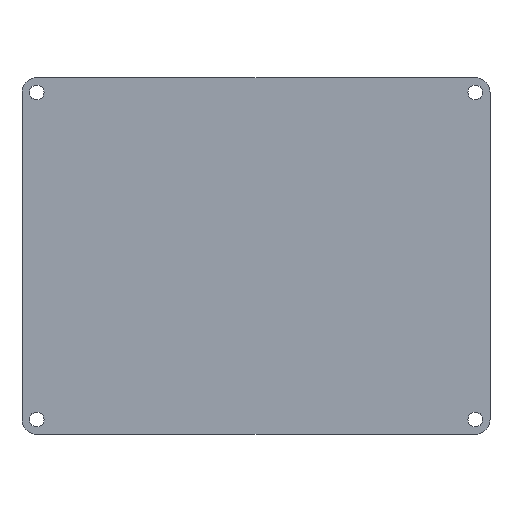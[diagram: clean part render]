
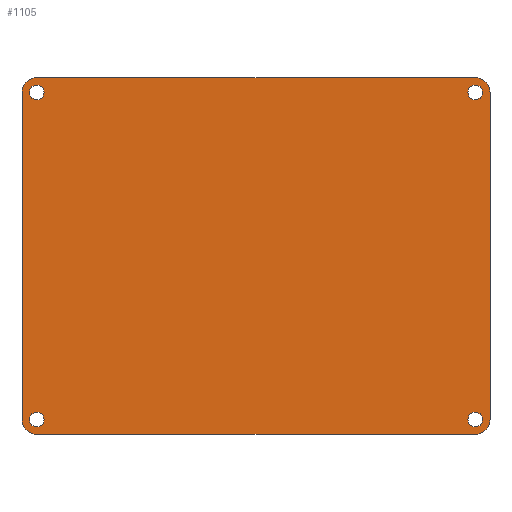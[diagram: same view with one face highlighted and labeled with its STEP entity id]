
A CAD part, front view. The second image highlights one B-rep face of the part: STEP entity #1105.
In plain terms, the highlighted planar face has unit normal (0, -1, 0).
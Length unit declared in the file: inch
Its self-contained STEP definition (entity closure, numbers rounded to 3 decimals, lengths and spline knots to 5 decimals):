
#21 = AXIS2_PLACEMENT_3D ( 'NONE', #585, #587, #588 ) ;
#22 = EDGE_CURVE ( 'NONE', #982, #953, #1455, .T. ) ;
#25 = AXIS2_PLACEMENT_3D ( 'NONE', #569, #570, #571 ) ;
#29 = EDGE_CURVE ( 'NONE', #1018, #982, #1450, .T. ) ;
#31 = EDGE_CURVE ( 'NONE', #1028, #1018, #1451, .T. ) ;
#32 = EDGE_CURVE ( 'NONE', #1003, #1002, #1447, .T. ) ;
#38 = EDGE_CURVE ( 'NONE', #972, #955, #1445, .T. ) ;
#41 = AXIS2_PLACEMENT_3D ( 'NONE', #531, #539, #540 ) ;
#43 = AXIS2_PLACEMENT_3D ( 'NONE', #497, #527, #528 ) ;
#44 = AXIS2_PLACEMENT_3D ( 'NONE', #537, #552, #553 ) ;
#55 = AXIS2_PLACEMENT_3D ( 'NONE', #445, #458, #459 ) ;
#66 = AXIS2_PLACEMENT_3D ( 'NONE', #929, #940, #939 ) ;
#68 = AXIS2_PLACEMENT_3D ( 'NONE', #938, #925, #923 ) ;
#69 = AXIS2_PLACEMENT_3D ( 'NONE', #467, #455, #456 ) ;
#70 = AXIS2_PLACEMENT_3D ( 'NONE', #1054, #934, #933 ) ;
#75 = EDGE_CURVE ( 'NONE', #953, #1014, #1438, .T. ) ;
#78 = AXIS2_PLACEMENT_3D ( 'NONE', #389, #384, #385 ) ;
#79 = EDGE_CURVE ( 'NONE', #963, #995, #1437, .T. ) ;
#98 = EDGE_CURVE ( 'NONE', #1002, #1003, #1429, .T. ) ;
#103 = EDGE_CURVE ( 'NONE', #950, #957, #1425, .T. ) ;
#106 = EDGE_CURVE ( 'NONE', #1005, #983, #1419, .T. ) ;
#121 = EDGE_CURVE ( 'NONE', #995, #963, #1409, .T. ) ;
#143 = EDGE_CURVE ( 'NONE', #983, #1005, #1393, .T. ) ;
#184 = EDGE_CURVE ( 'NONE', #1040, #1028, #1349, .T. ) ;
#201 = AXIS2_PLACEMENT_3D ( 'NONE', #661, #685, #684 ) ;
#203 = EDGE_CURVE ( 'NONE', #1014, #972, #1350, .T. ) ;
#208 = EDGE_CURVE ( 'NONE', #955, #1040, #1351, .T. ) ;
#210 = EDGE_CURVE ( 'NONE', #957, #950, #1338, .T. ) ;
#214 = AXIS2_PLACEMENT_3D ( 'NONE', #651, #654, #657 ) ;
#384 = DIRECTION ( 'NONE',  ( 0., -1., 0. ) ) ;
#385 = DIRECTION ( 'NONE',  ( 0., 0., -1. ) ) ;
#389 = CARTESIAN_POINT ( 'NONE',  ( -3.87386, 0., -0.26 ) ) ;
#395 = PLANE ( 'NONE',  #78 ) ;
#445 = CARTESIAN_POINT ( 'NONE',  ( -3.87386, 0., -0.26 ) ) ;
#455 = DIRECTION ( 'NONE',  ( 0., 1., 0. ) ) ;
#456 = DIRECTION ( 'NONE',  ( 0., 0., -1. ) ) ;
#458 = DIRECTION ( 'NONE',  ( 0., 1., 0. ) ) ;
#459 = DIRECTION ( 'NONE',  ( 0., 0., 1. ) ) ;
#467 = CARTESIAN_POINT ( 'NONE',  ( -3.87386, 0., -0.26 ) ) ;
#470 = CARTESIAN_POINT ( 'NONE',  ( 4.13386, 0., -6.03921 ) ) ;
#483 = CARTESIAN_POINT ( 'NONE',  ( 3.87386, 0., -6.29921 ) ) ;
#497 = CARTESIAN_POINT ( 'NONE',  ( -3.87386, 0., -6.03921 ) ) ;
#527 = DIRECTION ( 'NONE',  ( 0., 1., 0. ) ) ;
#528 = DIRECTION ( 'NONE',  ( 0., 0., 1. ) ) ;
#531 = CARTESIAN_POINT ( 'NONE',  ( 3.87386, 0., -6.03921 ) ) ;
#537 = CARTESIAN_POINT ( 'NONE',  ( 3.87386, 0., -0.26 ) ) ;
#539 = DIRECTION ( 'NONE',  ( 0., 1., 0. ) ) ;
#540 = DIRECTION ( 'NONE',  ( 0., 0., 1. ) ) ;
#552 = DIRECTION ( 'NONE',  ( 0., 1., 0. ) ) ;
#553 = DIRECTION ( 'NONE',  ( 0., 0., 1. ) ) ;
#569 = CARTESIAN_POINT ( 'NONE',  ( -3.87386, 0., -0.26 ) ) ;
#570 = DIRECTION ( 'NONE',  ( 0., 1., 0. ) ) ;
#571 = DIRECTION ( 'NONE',  ( 0., 0., 1. ) ) ;
#585 = CARTESIAN_POINT ( 'NONE',  ( 3.87386, 0., -0.26 ) ) ;
#587 = DIRECTION ( 'NONE',  ( 0., 1., 0. ) ) ;
#588 = DIRECTION ( 'NONE',  ( 0., 0., 1. ) ) ;
#650 = CARTESIAN_POINT ( 'NONE',  ( -3.87386, 0., 0. ) ) ;
#651 = CARTESIAN_POINT ( 'NONE',  ( 3.87386, 0., -6.03921 ) ) ;
#654 = DIRECTION ( 'NONE',  ( 0., 1., 0. ) ) ;
#657 = DIRECTION ( 'NONE',  ( 0., 0., -1. ) ) ;
#658 = CARTESIAN_POINT ( 'NONE',  ( 4.13386, 0., -0.26 ) ) ;
#661 = CARTESIAN_POINT ( 'NONE',  ( 3.87386, 0., -6.03921 ) ) ;
#664 = DIRECTION ( 'NONE',  ( 1., 0., 0. ) ) ;
#684 = DIRECTION ( 'NONE',  ( 0., 0., 1. ) ) ;
#685 = DIRECTION ( 'NONE',  ( 0., 1., 0. ) ) ;
#690 = DIRECTION ( 'NONE',  ( 0., 0., -1. ) ) ;
#827 = CARTESIAN_POINT ( 'NONE',  ( 3.87386, 0., -6.16921 ) ) ;
#829 = CARTESIAN_POINT ( 'NONE',  ( -4.13386, 0., -0.26 ) ) ;
#831 = CARTESIAN_POINT ( 'NONE',  ( 4.13386, 0., -0.26 ) ) ;
#832 = CARTESIAN_POINT ( 'NONE',  ( 3.87386, 0., -5.90921 ) ) ;
#838 = CARTESIAN_POINT ( 'NONE',  ( -3.87386, 0., -0.13 ) ) ;
#847 = CARTESIAN_POINT ( 'NONE',  ( 3.87386, 0., 0. ) ) ;
#857 = CARTESIAN_POINT ( 'NONE',  ( -4.13386, 0., -6.03921 ) ) ;
#858 = CARTESIAN_POINT ( 'NONE',  ( 3.87386, 0., -0.13 ) ) ;
#871 = CARTESIAN_POINT ( 'NONE',  ( -3.87386, 0., -0.39 ) ) ;
#875 = CARTESIAN_POINT ( 'NONE',  ( -3.87386, 0., 0. ) ) ;
#876 = CARTESIAN_POINT ( 'NONE',  ( -3.87386, 0., -5.90921 ) ) ;
#879 = CARTESIAN_POINT ( 'NONE',  ( 3.87386, 0., -0.39 ) ) ;
#887 = CARTESIAN_POINT ( 'NONE',  ( -3.87386, 0., -6.16921 ) ) ;
#899 = CARTESIAN_POINT ( 'NONE',  ( -3.87386, 0., -6.29921 ) ) ;
#923 = DIRECTION ( 'NONE',  ( 0., 0., 1. ) ) ;
#925 = DIRECTION ( 'NONE',  ( 0., 1., 0. ) ) ;
#929 = CARTESIAN_POINT ( 'NONE',  ( -3.87386, 0., -6.03921 ) ) ;
#930 = DIRECTION ( 'NONE',  ( -1., 0., 0. ) ) ;
#933 = DIRECTION ( 'NONE',  ( 0., 0., -1. ) ) ;
#934 = DIRECTION ( 'NONE',  ( 0., 1., 0. ) ) ;
#938 = CARTESIAN_POINT ( 'NONE',  ( 3.87386, 0., -0.26 ) ) ;
#939 = DIRECTION ( 'NONE',  ( 0., 0., 1. ) ) ;
#940 = DIRECTION ( 'NONE',  ( 0., 1., 0. ) ) ;
#948 = CARTESIAN_POINT ( 'NONE',  ( -4.13386, 0., -0.26 ) ) ;
#950 = VERTEX_POINT ( 'NONE', #827 ) ;
#953 = VERTEX_POINT ( 'NONE', #829 ) ;
#955 = VERTEX_POINT ( 'NONE', #831 ) ;
#957 = VERTEX_POINT ( 'NONE', #832 ) ;
#963 = VERTEX_POINT ( 'NONE', #838 ) ;
#972 = VERTEX_POINT ( 'NONE', #847 ) ;
#982 = VERTEX_POINT ( 'NONE', #857 ) ;
#983 = VERTEX_POINT ( 'NONE', #858 ) ;
#995 = VERTEX_POINT ( 'NONE', #871 ) ;
#1002 = VERTEX_POINT ( 'NONE', #887 ) ;
#1003 = VERTEX_POINT ( 'NONE', #876 ) ;
#1005 = VERTEX_POINT ( 'NONE', #879 ) ;
#1014 = VERTEX_POINT ( 'NONE', #875 ) ;
#1018 = VERTEX_POINT ( 'NONE', #899 ) ;
#1028 = VERTEX_POINT ( 'NONE', #483 ) ;
#1040 = VERTEX_POINT ( 'NONE', #470 ) ;
#1053 = DIRECTION ( 'NONE',  ( 0., 0., 1. ) ) ;
#1054 = CARTESIAN_POINT ( 'NONE',  ( -3.87386, 0., -6.03921 ) ) ;
#1057 = CARTESIAN_POINT ( 'NONE',  ( -3.87386, 0., -6.29921 ) ) ;
#1105 = ADVANCED_FACE ( 'NONE', ( #1166, #1164, #1162, #1160, #1169 ), #395, .T. ) ;
#1160 = FACE_BOUND ( 'NONE', #1757, .T. ) ;
#1162 = FACE_OUTER_BOUND ( 'NONE', #1758, .T. ) ;
#1164 = FACE_BOUND ( 'NONE', #1759, .T. ) ;
#1166 = FACE_BOUND ( 'NONE', #1766, .T. ) ;
#1169 = FACE_BOUND ( 'NONE', #1756, .T. ) ;
#1338 = CIRCLE ( 'NONE', #201, 0.13 ) ;
#1343 = VECTOR ( 'NONE', #690, 39.37008 ) ;
#1348 = VECTOR ( 'NONE', #664, 39.37008 ) ;
#1349 = CIRCLE ( 'NONE', #214, 0.26 ) ;
#1350 = LINE ( 'NONE', #650, #1348 ) ;
#1351 = LINE ( 'NONE', #658, #1343 ) ;
#1393 = CIRCLE ( 'NONE', #21, 0.13 ) ;
#1409 = CIRCLE ( 'NONE', #25, 0.13 ) ;
#1419 = CIRCLE ( 'NONE', #44, 0.13 ) ;
#1425 = CIRCLE ( 'NONE', #41, 0.13 ) ;
#1429 = CIRCLE ( 'NONE', #43, 0.13 ) ;
#1437 = CIRCLE ( 'NONE', #55, 0.13 ) ;
#1438 = CIRCLE ( 'NONE', #69, 0.26 ) ;
#1445 = CIRCLE ( 'NONE', #68, 0.26 ) ;
#1447 = CIRCLE ( 'NONE', #66, 0.13 ) ;
#1450 = CIRCLE ( 'NONE', #70, 0.26 ) ;
#1451 = LINE ( 'NONE', #1057, #1452 ) ;
#1452 = VECTOR ( 'NONE', #930, 39.37008 ) ;
#1455 = LINE ( 'NONE', #948, #1457 ) ;
#1457 = VECTOR ( 'NONE', #1053, 39.37008 ) ;
#1523 = ORIENTED_EDGE ( 'NONE', *, *, #103, .T. ) ;
#1524 = ORIENTED_EDGE ( 'NONE', *, *, #210, .T. ) ;
#1525 = ORIENTED_EDGE ( 'NONE', *, *, #121, .T. ) ;
#1526 = ORIENTED_EDGE ( 'NONE', *, *, #79, .T. ) ;
#1527 = ORIENTED_EDGE ( 'NONE', *, *, #75, .F. ) ;
#1528 = ORIENTED_EDGE ( 'NONE', *, *, #22, .F. ) ;
#1529 = ORIENTED_EDGE ( 'NONE', *, *, #29, .F. ) ;
#1530 = ORIENTED_EDGE ( 'NONE', *, *, #31, .F. ) ;
#1531 = ORIENTED_EDGE ( 'NONE', *, *, #184, .F. ) ;
#1532 = ORIENTED_EDGE ( 'NONE', *, *, #208, .F. ) ;
#1533 = ORIENTED_EDGE ( 'NONE', *, *, #38, .F. ) ;
#1534 = ORIENTED_EDGE ( 'NONE', *, *, #203, .F. ) ;
#1535 = ORIENTED_EDGE ( 'NONE', *, *, #106, .T. ) ;
#1536 = ORIENTED_EDGE ( 'NONE', *, *, #143, .T. ) ;
#1537 = ORIENTED_EDGE ( 'NONE', *, *, #98, .T. ) ;
#1538 = ORIENTED_EDGE ( 'NONE', *, *, #32, .T. ) ;
#1756 = EDGE_LOOP ( 'NONE', ( #1537, #1538 ) ) ;
#1757 = EDGE_LOOP ( 'NONE', ( #1535, #1536 ) ) ;
#1758 = EDGE_LOOP ( 'NONE', ( #1527, #1528, #1529, #1530, #1531, #1532, #1533, #1534 ) ) ;
#1759 = EDGE_LOOP ( 'NONE', ( #1525, #1526 ) ) ;
#1766 = EDGE_LOOP ( 'NONE', ( #1523, #1524 ) ) ;
